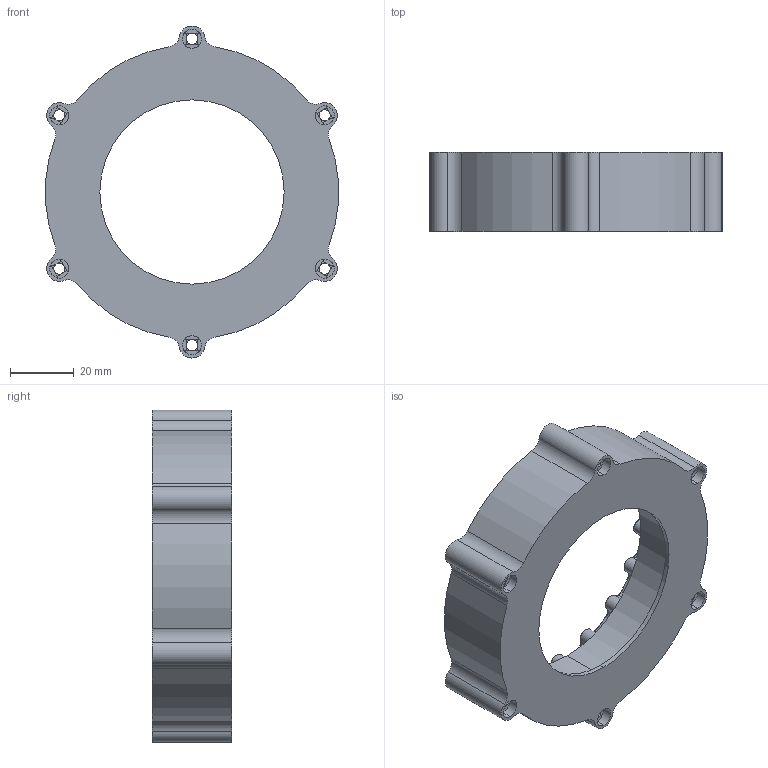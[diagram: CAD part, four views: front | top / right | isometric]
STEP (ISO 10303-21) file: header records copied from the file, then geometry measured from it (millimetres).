
FILE_DESCRIPTION (( 'STEP AP214' ), '1' );
FILE_NAME ('18-1 Housing B.STEP', '2025-08-22T18:16:20', ( '' ), ( '' ), 'SwSTEP 2.0', 'SolidWorks 2024', '' );
FILE_SCHEMA (( 'AUTOMOTIVE_DESIGN' ));
Length unit declared in the file: millimetre
Products named in the file (1): 18-1 Housing B
Bounding box: 91.75 x 24.75 x 104 mm (x, y, z)
Volume: 71639.7 mm3; surface area: 24603.8 mm2
Topology: 1 solids, 1 shells, 323 faces, 844 edges, 525 vertices
Faces by surface type: cylinder 152, cone 95, plane 76
Entity records: 10058 total; most frequent: DIRECTION 1945, CARTESIAN_POINT 1693, ORIENTED_EDGE 1688, EDGE_CURVE 844, AXIS2_PLACEMENT_3D 777, VERTEX_POINT 525, CIRCLE 453, VECTOR 391
